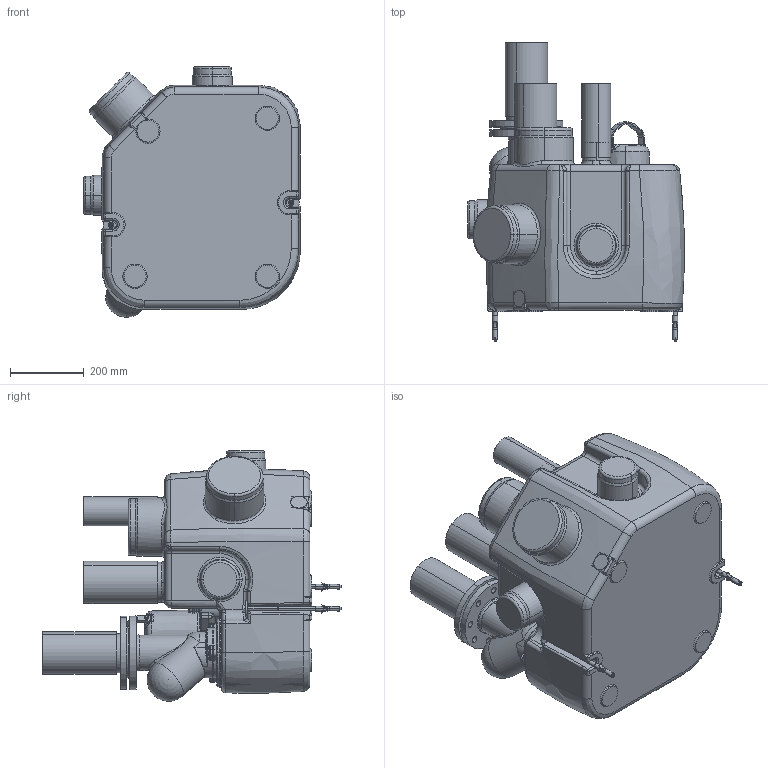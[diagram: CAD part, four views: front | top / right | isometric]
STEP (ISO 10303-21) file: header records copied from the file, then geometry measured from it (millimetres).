
FILE_DESCRIPTION (( 'STEP AP214' ), '1' );
FILE_NAME ('FHA 3.1 TD-0031292.STEP', '2016-02-18T10:08:23', ( '' ), ( '' ), 'SwSTEP 2.0', 'SolidWorks 2011', '' );
FILE_SCHEMA (( 'AUTOMOTIVE_DESIGN' ));
Length unit declared in the file: millimetre
Products named in the file (1): FHA 3.1 TD-0031292
Bounding box: 589.99 x 812 x 681.61 mm (x, y, z)
Volume: 102458359.4 mm3; surface area: 2449593.2 mm2
Topology: 12 solids, 13 shells, 1411 faces, 3454 edges, 2044 vertices
Faces by surface type: cylinder 479, plane 313, bspline 258, torus 211, cone 117, sphere 33
Entity records: 76442 total; most frequent: CARTESIAN_POINT 29854, ORIENTED_EDGE 6768, DIRECTION 6069, EDGE_CURVE 3384, AXIS2_PLACEMENT_3D 2517, VERTEX_POINT 2035, EDGE_LOOP 1501, UNCERTAINTY_MEASURE_WITH_UNIT 1415
